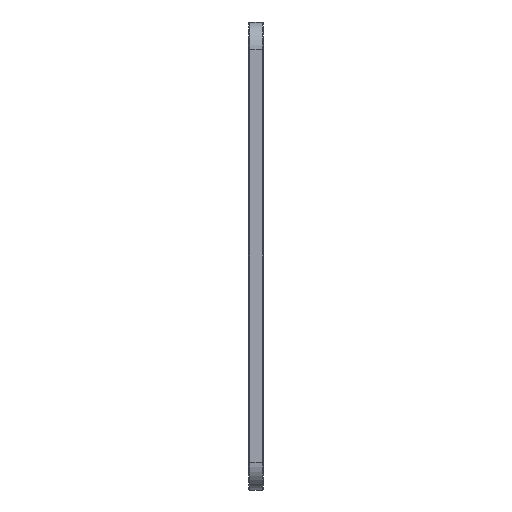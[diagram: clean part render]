
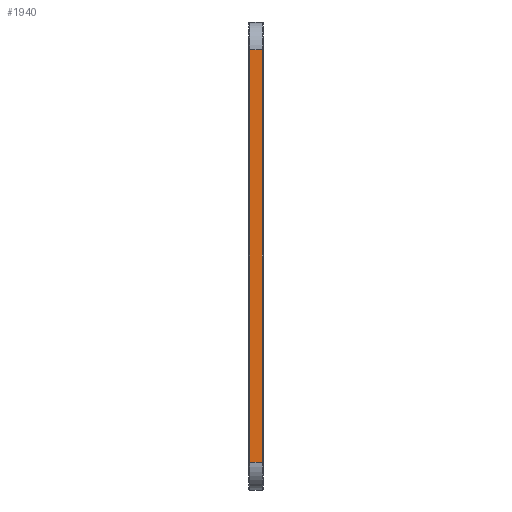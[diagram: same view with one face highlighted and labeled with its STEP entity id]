
A CAD part, front view. The second image highlights one B-rep face of the part: STEP entity #1940.
In plain terms, the highlighted planar face has unit normal (0, -1, 0).
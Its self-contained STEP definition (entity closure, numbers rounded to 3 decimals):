
#1911 = EDGE_CURVE('',#1912,#1914,#1916,.T.);
#1912 = VERTEX_POINT('',#1913);
#1913 = CARTESIAN_POINT('',(163.726,-2.5,-17.76));
#1914 = VERTEX_POINT('',#1915);
#1915 = CARTESIAN_POINT('',(165.526,-2.5,-17.76));
#1916 = LINE('',#1917,#1918);
#1917 = CARTESIAN_POINT('',(163.726,-2.5,-17.76));
#1918 = VECTOR('',#1919,1.);
#1919 = DIRECTION('',(1.,0.,0.));
#1940 = ADVANCED_FACE('',(#1941),#1966,.T.);
#1941 = FACE_BOUND('',#1942,.T.);
#1942 = EDGE_LOOP('',(#1943,#1944,#1952,#1960));
#1943 = ORIENTED_EDGE('',*,*,#1911,.T.);
#1944 = ORIENTED_EDGE('',*,*,#1945,.T.);
#1945 = EDGE_CURVE('',#1914,#1946,#1948,.T.);
#1946 = VERTEX_POINT('',#1947);
#1947 = CARTESIAN_POINT('',(165.526,-2.5,40.44));
#1948 = LINE('',#1949,#1950);
#1949 = CARTESIAN_POINT('',(165.526,-2.5,-17.76));
#1950 = VECTOR('',#1951,1.);
#1951 = DIRECTION('',(-0.,-0.,1.));
#1952 = ORIENTED_EDGE('',*,*,#1953,.F.);
#1953 = EDGE_CURVE('',#1954,#1946,#1956,.T.);
#1954 = VERTEX_POINT('',#1955);
#1955 = CARTESIAN_POINT('',(163.726,-2.5,40.44));
#1956 = LINE('',#1957,#1958);
#1957 = CARTESIAN_POINT('',(163.726,-2.5,40.44));
#1958 = VECTOR('',#1959,1.);
#1959 = DIRECTION('',(1.,0.,0.));
#1960 = ORIENTED_EDGE('',*,*,#1961,.T.);
#1961 = EDGE_CURVE('',#1954,#1912,#1962,.T.);
#1962 = LINE('',#1963,#1964);
#1963 = CARTESIAN_POINT('',(163.726,-2.5,40.44));
#1964 = VECTOR('',#1965,1.);
#1965 = DIRECTION('',(0.,0.,-1.));
#1966 = PLANE('',#1967);
#1967 = AXIS2_PLACEMENT_3D('',#1968,#1969,#1970);
#1968 = CARTESIAN_POINT('',(164.,-2.5,-17.76));
#1969 = DIRECTION('',(0.,-1.,0.));
#1970 = DIRECTION('',(-1.,0.,0.));
